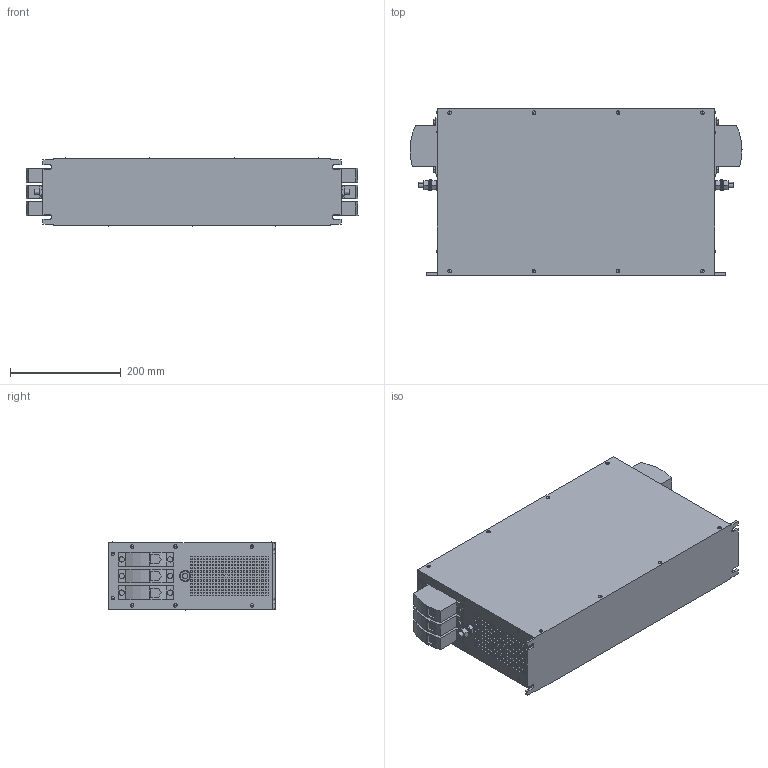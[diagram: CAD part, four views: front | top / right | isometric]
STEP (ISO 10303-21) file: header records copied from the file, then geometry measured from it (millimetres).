
FILE_DESCRIPTION (( 'STEP AP214' ), '1' );
FILE_NAME ('586092.STEP', '2024-08-26T10:44:25', ( '' ), ( '' ), 'SwSTEP 2.0', 'SolidWorks 2022', '' );
FILE_SCHEMA (( 'AUTOMOTIVE_DESIGN' ));
Length unit declared in the file: millimetre
Products named in the file (1): 586092
Bounding box: 599 x 300.05 x 122.74 mm (x, y, z)
Volume: 18519503.6 mm3; surface area: 596099.2 mm2
Topology: 1 solids, 27 shells, 3835 faces, 9160 edges, 6097 vertices
Faces by surface type: plane 3593, cylinder 188, sphere 54
Entity records: 109112 total; most frequent: CARTESIAN_POINT 19201, ORIENTED_EDGE 18320, DIRECTION 17328, EDGE_CURVE 9160, VECTOR 8592, LINE 8592, VERTEX_POINT 6097, EDGE_LOOP 4581
